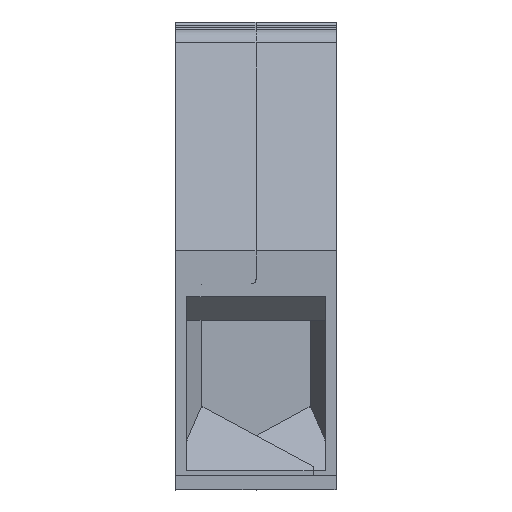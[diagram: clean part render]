
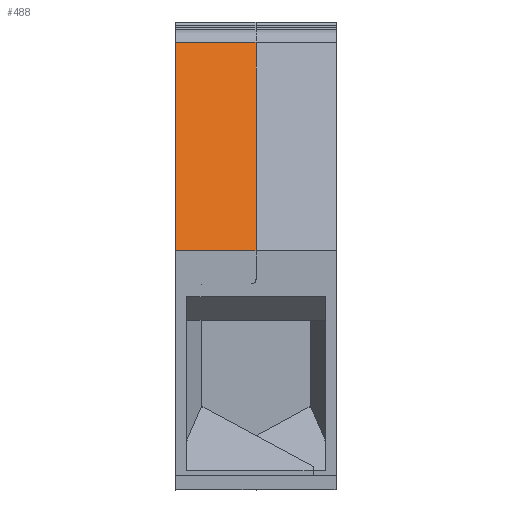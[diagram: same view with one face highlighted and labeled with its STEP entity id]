
A CAD part, top view. The second image highlights one B-rep face of the part: STEP entity #488.
In plain terms, the highlighted planar face has unit normal (0, 0.259, 0.966).
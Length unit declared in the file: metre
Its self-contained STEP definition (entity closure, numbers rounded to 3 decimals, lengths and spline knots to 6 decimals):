
#488=ADVANCED_FACE('',(#1309),#1310,.T.);
#1309=FACE_OUTER_BOUND('',#2516,.T.);
#1310=PLANE('',#2517);
#2516=EDGE_LOOP('',(#3975,#3976,#3977,#3978,#3979,#3980));
#2517=AXIS2_PLACEMENT_3D('',#3981,#3982,#3983);
#3975=ORIENTED_EDGE('',*,*,#7011,.T.);
#3976=ORIENTED_EDGE('',*,*,#7012,.T.);
#3977=ORIENTED_EDGE('',*,*,#7013,.T.);
#3978=ORIENTED_EDGE('',*,*,#7014,.T.);
#3979=ORIENTED_EDGE('',*,*,#7015,.T.);
#3980=ORIENTED_EDGE('',*,*,#7016,.T.);
#3981=CARTESIAN_POINT('',(0.0749,0.0205,0.012121));
#3982=DIRECTION('',(0.,0.259,0.966));
#3983=DIRECTION('',(1.0,0.,0.));
#7011=EDGE_CURVE('',#8453,#8454,#8455,.T.);
#7012=EDGE_CURVE('',#8454,#8456,#8457,.T.);
#7013=EDGE_CURVE('',#8456,#8458,#8459,.T.);
#7014=EDGE_CURVE('',#8458,#8460,#8461,.T.);
#7015=EDGE_CURVE('',#8460,#8462,#8463,.T.);
#7016=EDGE_CURVE('',#8462,#8453,#8464,.T.);
#8453=VERTEX_POINT('',#10487);
#8454=VERTEX_POINT('',#10488);
#8455=LINE('',#10489,#10490);
#8456=VERTEX_POINT('',#10491);
#8457=LINE('',#10492,#10493);
#8458=VERTEX_POINT('',#10494);
#8459=B_SPLINE_CURVE_WITH_KNOTS('',1,(#10495,#10496),.UNSPECIFIED.,.F.,.F.,(2,2),(0.0,1.0),.UNSPECIFIED.);
#8460=VERTEX_POINT('',#10497);
#8461=LINE('',#10498,#10499);
#8462=VERTEX_POINT('',#10500);
#8463=LINE('',#10501,#10502);
#8464=LINE('',#10503,#10504);
#10487=CARTESIAN_POINT('',(0.0937,0.0205,0.012121));
#10488=CARTESIAN_POINT('',(0.0937,0.0417,0.00644));
#10489=CARTESIAN_POINT('',(0.0937,0.0205,0.012121));
#10490=VECTOR('',#12679,1.0);
#10491=CARTESIAN_POINT('',(0.0937,0.042234,0.006297));
#10492=CARTESIAN_POINT('',(0.0937,0.0205,0.012121));
#10493=VECTOR('',#12680,1.0);
#10494=CARTESIAN_POINT('',(0.0937,0.045018,0.005551));
#10495=CARTESIAN_POINT('',(0.0937,0.042234,0.006297));
#10496=CARTESIAN_POINT('',(0.0937,0.045018,0.005551));
#10497=CARTESIAN_POINT('',(0.0843,0.045018,0.005551));
#10498=CARTESIAN_POINT('',(0.0937,0.045018,0.005551));
#10499=VECTOR('',#12681,1.0);
#10500=CARTESIAN_POINT('',(0.0843,0.0205,0.012121));
#10501=CARTESIAN_POINT('',(0.0843,0.0205,0.012121));
#10502=VECTOR('',#12682,1.0);
#10503=CARTESIAN_POINT('',(0.0749,0.0205,0.012121));
#10504=VECTOR('',#12683,1.0);
#12679=DIRECTION('',(0.,0.966,-0.259));
#12680=DIRECTION('',(0.,0.966,-0.259));
#12681=DIRECTION('',(-1.0,0.,0.));
#12682=DIRECTION('',(0.,-0.966,0.259));
#12683=DIRECTION('',(1.0,0.,0.));
